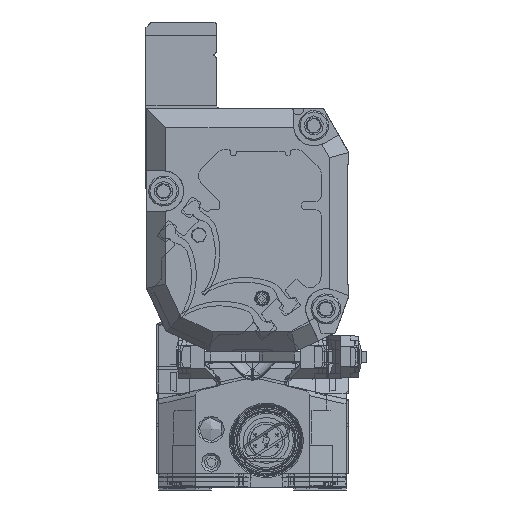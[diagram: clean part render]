
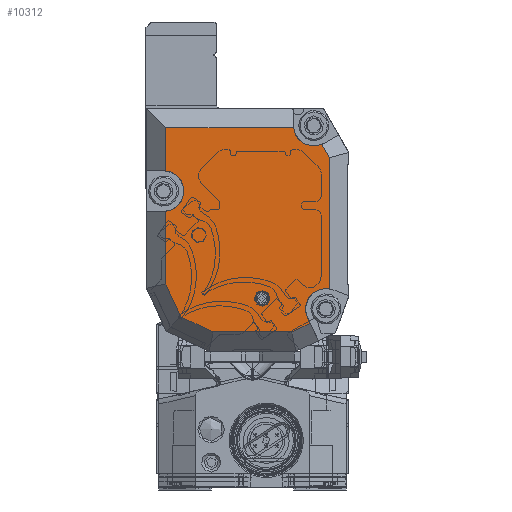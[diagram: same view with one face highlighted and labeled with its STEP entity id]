
A CAD part, front view. The second image highlights one B-rep face of the part: STEP entity #10312.
In plain terms, the highlighted planar face has unit normal (0, -1, 0).
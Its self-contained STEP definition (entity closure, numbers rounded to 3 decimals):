
#4810=FACE_BOUND('',#23670,.T.);
#4811=FACE_BOUND('',#23671,.T.);
#10312=ADVANCED_FACE('',(#4810,#4811),#15550,.F.);
#15550=PLANE('',#104895);
#23670=EDGE_LOOP('',(#31729,#31730,#31731,#31732,#31733,#31734,#31735,#31736,
#31737,#31738,#31739,#31740,#31741));
#23671=EDGE_LOOP('',(#31742));
#31729=ORIENTED_EDGE('',*,*,#70629,.T.);
#31730=ORIENTED_EDGE('',*,*,#70630,.T.);
#31731=ORIENTED_EDGE('',*,*,#70631,.T.);
#31732=ORIENTED_EDGE('',*,*,#70632,.T.);
#31733=ORIENTED_EDGE('',*,*,#70633,.T.);
#31734=ORIENTED_EDGE('',*,*,#70634,.T.);
#31735=ORIENTED_EDGE('',*,*,#70635,.T.);
#31736=ORIENTED_EDGE('',*,*,#70636,.T.);
#31737=ORIENTED_EDGE('',*,*,#70637,.T.);
#31738=ORIENTED_EDGE('',*,*,#70638,.T.);
#31739=ORIENTED_EDGE('',*,*,#70639,.T.);
#31740=ORIENTED_EDGE('',*,*,#70640,.T.);
#31741=ORIENTED_EDGE('',*,*,#70641,.T.);
#31742=ORIENTED_EDGE('',*,*,#70642,.T.);
#60101=VERTEX_POINT('',#148079);
#60102=VERTEX_POINT('',#148080);
#60103=VERTEX_POINT('',#148082);
#60104=VERTEX_POINT('',#148084);
#60105=VERTEX_POINT('',#148086);
#60106=VERTEX_POINT('',#148088);
#60107=VERTEX_POINT('',#148090);
#60108=VERTEX_POINT('',#148092);
#60109=VERTEX_POINT('',#148094);
#60110=VERTEX_POINT('',#148096);
#60111=VERTEX_POINT('',#148098);
#60112=VERTEX_POINT('',#148100);
#60113=VERTEX_POINT('',#148102);
#60114=VERTEX_POINT('',#148105);
#70629=EDGE_CURVE('',#60101,#60102,#102203,.T.);
#70630=EDGE_CURVE('',#60102,#60103,#84953,.T.);
#70631=EDGE_CURVE('',#60103,#60104,#84954,.T.);
#70632=EDGE_CURVE('',#60104,#60105,#102204,.T.);
#70633=EDGE_CURVE('',#60105,#60106,#84955,.T.);
#70634=EDGE_CURVE('',#60106,#60107,#84956,.T.);
#70635=EDGE_CURVE('',#60107,#60108,#102205,.T.);
#70636=EDGE_CURVE('',#60108,#60109,#84957,.T.);
#70637=EDGE_CURVE('',#60109,#60110,#84958,.T.);
#70638=EDGE_CURVE('',#60110,#60111,#84959,.T.);
#70639=EDGE_CURVE('',#60111,#60112,#84960,.T.);
#70640=EDGE_CURVE('',#60112,#60113,#84961,.T.);
#70641=EDGE_CURVE('',#60113,#60101,#84962,.T.);
#70642=EDGE_CURVE('',#60114,#60114,#102206,.T.);
#84953=LINE('',#148081,#93602);
#84954=LINE('',#148083,#93603);
#84955=LINE('',#148087,#93604);
#84956=LINE('',#148089,#93605);
#84957=LINE('',#148093,#93606);
#84958=LINE('',#148095,#93607);
#84959=LINE('',#148097,#93608);
#84960=LINE('',#148099,#93609);
#84961=LINE('',#148101,#93610);
#84962=LINE('',#148103,#93611);
#93602=VECTOR('',#115530,1.);
#93603=VECTOR('',#115531,1.);
#93604=VECTOR('',#115534,1.);
#93605=VECTOR('',#115535,1.);
#93606=VECTOR('',#115538,1.);
#93607=VECTOR('',#115539,1.);
#93608=VECTOR('',#115540,1.);
#93609=VECTOR('',#115541,1.);
#93610=VECTOR('',#115542,1.);
#93611=VECTOR('',#115543,1.);
#102203=CIRCLE('',#104891,3.7);
#102204=CIRCLE('',#104892,3.7);
#102205=CIRCLE('',#104893,3.7);
#102206=CIRCLE('',#104894,1.3);
#104891=AXIS2_PLACEMENT_3D('',#148078,#115528,#115529);
#104892=AXIS2_PLACEMENT_3D('',#148085,#115532,#115533);
#104893=AXIS2_PLACEMENT_3D('',#148091,#115536,#115537);
#104894=AXIS2_PLACEMENT_3D('',#148104,#115544,#115545);
#104895=AXIS2_PLACEMENT_3D('',#148106,#115546,#115547);
#115528=DIRECTION('',(0.,1.,0.));
#115529=DIRECTION('',(-1.,0.,0.));
#115530=DIRECTION('',(0.,0.,1.));
#115531=DIRECTION('',(-0.5,0.,0.866));
#115532=DIRECTION('',(0.,1.,0.));
#115533=DIRECTION('',(-1.,0.,0.));
#115534=DIRECTION('',(-1.,0.,0.));
#115535=DIRECTION('',(0.,0.,-1.));
#115536=DIRECTION('',(0.,1.,0.));
#115537=DIRECTION('',(-1.,0.,0.));
#115538=DIRECTION('',(0.,0.,-1.));
#115539=DIRECTION('',(0.419,0.,-0.908));
#115540=DIRECTION('',(0.905,0.,-0.426));
#115541=DIRECTION('',(1.,0.,0.));
#115542=DIRECTION('',(0.905,0.,0.426));
#115543=DIRECTION('',(-0.426,0.,0.905));
#115544=DIRECTION('',(0.,1.,0.));
#115545=DIRECTION('',(0.,0.,1.));
#115546=DIRECTION('',(0.,1.,0.));
#115547=DIRECTION('',(0.,0.,1.));
#148078=CARTESIAN_POINT('',(32.85,-8.,-52.11));
#148079=CARTESIAN_POINT('',(29.503,-8.,-53.687));
#148080=CARTESIAN_POINT('',(33.5,-8.,-48.468));
#148081=CARTESIAN_POINT('',(33.5,-8.,-46.706));
#148082=CARTESIAN_POINT('',(33.5,-8.,-24.648));
#148083=CARTESIAN_POINT('',(44.864,-8.,-44.331));
#148084=CARTESIAN_POINT('',(32.096,-8.,-22.216));
#148085=CARTESIAN_POINT('',(30.65,-8.,-18.81));
#148086=CARTESIAN_POINT('',(26.972,-8.,-19.21));
#148087=CARTESIAN_POINT('',(40.75,-8.,-19.21));
#148088=CARTESIAN_POINT('',(3.75,-8.,-19.21));
#148089=CARTESIAN_POINT('',(3.75,-8.,-46.706));
#148090=CARTESIAN_POINT('',(3.75,-8.,-27.032));
#148091=CARTESIAN_POINT('',(3.35,-8.,-30.71));
#148092=CARTESIAN_POINT('',(3.75,-8.,-34.388));
#148093=CARTESIAN_POINT('',(3.75,-8.,-46.706));
#148094=CARTESIAN_POINT('',(3.75,-8.,-47.584));
#148095=CARTESIAN_POINT('',(9.912,-8.,-60.937));
#148096=CARTESIAN_POINT('',(6.493,-8.,-53.528));
#148097=CARTESIAN_POINT('',(31.901,-8.,-65.495));
#148098=CARTESIAN_POINT('',(12.378,-8.,-56.3));
#148099=CARTESIAN_POINT('',(40.75,-8.,-56.3));
#148100=CARTESIAN_POINT('',(26.622,-8.,-56.3));
#148101=CARTESIAN_POINT('',(41.883,-8.,-49.112));
#148102=CARTESIAN_POINT('',(29.987,-8.,-54.715));
#148103=CARTESIAN_POINT('',(31.478,-8.,-57.881));
#148104=CARTESIAN_POINT('',(21.25,-8.,-50.21));
#148105=CARTESIAN_POINT('',(21.25,-8.,-48.91));
#148106=CARTESIAN_POINT('',(40.75,-8.,-46.706));
